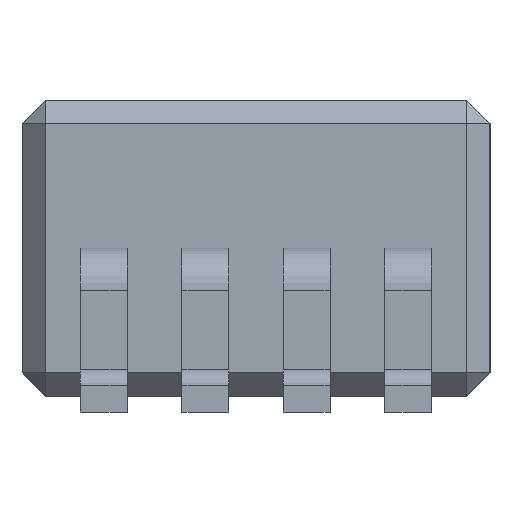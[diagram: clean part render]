
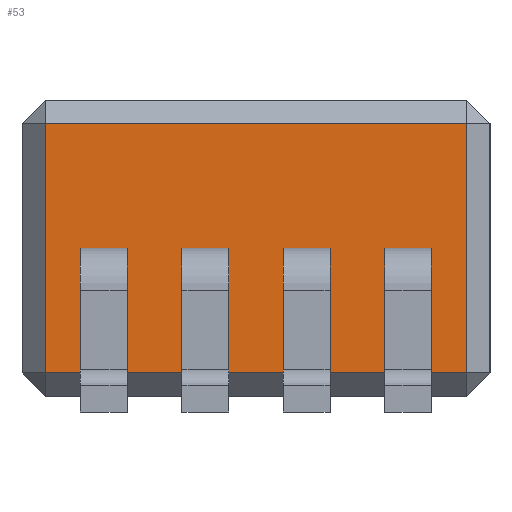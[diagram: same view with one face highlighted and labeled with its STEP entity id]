
A CAD part, left-side view. The second image highlights one B-rep face of the part: STEP entity #53.
In plain terms, the highlighted planar face has unit normal (-1, 0, 0).
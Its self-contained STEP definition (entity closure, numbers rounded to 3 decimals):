
#13=DIRECTION('',(0.,0.,1.));
#14=DIRECTION('',(1.,0.,0.));
#53=ADVANCED_FACE('',(#54),#83,.F.);
#54=FACE_BOUND('',#55,.F.);
#55=EDGE_LOOP('',(#56,#65,#73,#79));
#56=ORIENTED_EDGE('',*,*,#57,.F.);
#57=EDGE_CURVE('',#58,#60,#62,.T.);
#58=VERTEX_POINT('',#59);
#59=CARTESIAN_POINT('',(-2.2,-1.35,0.25));
#60=VERTEX_POINT('',#61);
#61=CARTESIAN_POINT('',(-2.2,-1.35,1.85));
#62=LINE('',#63,#64);
#63=CARTESIAN_POINT('',(-2.2,-1.35,0.1));
#64=VECTOR('',#13,1.);
#65=ORIENTED_EDGE('',*,*,#66,.T.);
#66=EDGE_CURVE('',#58,#67,#69,.T.);
#67=VERTEX_POINT('',#68);
#68=CARTESIAN_POINT('',(-2.2,1.35,0.25));
#69=LINE('',#70,#71);
#70=CARTESIAN_POINT('',(-2.2,-1.5,0.25));
#71=VECTOR('',#72,1.);
#72=DIRECTION('',(0.,1.,0.));
#73=ORIENTED_EDGE('',*,*,#74,.T.);
#74=EDGE_CURVE('',#67,#75,#77,.T.);
#75=VERTEX_POINT('',#76);
#76=CARTESIAN_POINT('',(-2.2,1.35,1.85));
#77=LINE('',#78,#64);
#78=CARTESIAN_POINT('',(-2.2,1.35,0.1));
#79=ORIENTED_EDGE('',*,*,#80,.F.);
#80=EDGE_CURVE('',#60,#75,#81,.T.);
#81=LINE('',#82,#71);
#82=CARTESIAN_POINT('',(-2.2,-1.5,1.85));
#83=PLANE('',#84);
#84=AXIS2_PLACEMENT_3D('',#85,#14,#13);
#85=CARTESIAN_POINT('',(-2.2,-1.5,0.1));
